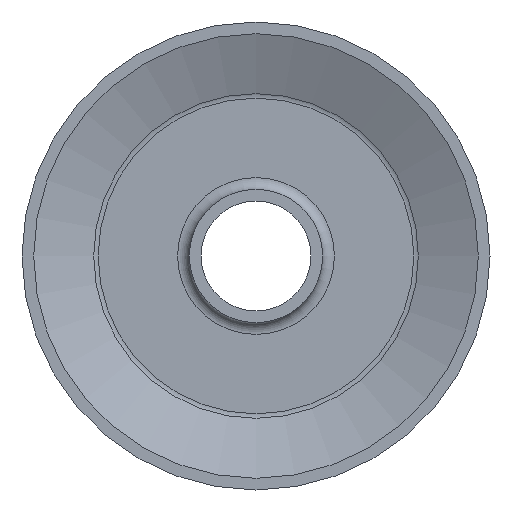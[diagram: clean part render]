
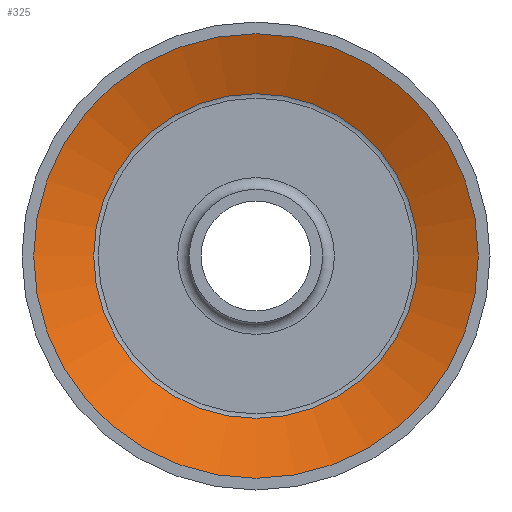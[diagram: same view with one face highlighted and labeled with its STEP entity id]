
A CAD part, left-side view. The second image highlights one B-rep face of the part: STEP entity #325.
In plain terms, the highlighted conical face has half-angle 67.5 degrees and reference radius 95 mm.
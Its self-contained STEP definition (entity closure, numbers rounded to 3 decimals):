
#74 = DIRECTION ( 'NONE',  ( 0., 0., 1. ) ) ;
#77 = CARTESIAN_POINT ( 'NONE',  ( -2.381, 0., 69.363 ) ) ;
#96 = EDGE_LOOP ( 'NONE', ( #143 ) ) ;
#127 = CIRCLE ( 'NONE', #137, 69.363 ) ;
#132 = CARTESIAN_POINT ( 'NONE',  ( -13., 0., 0. ) ) ;
#135 = CARTESIAN_POINT ( 'NONE',  ( -13., 0., 0. ) ) ;
#137 = AXIS2_PLACEMENT_3D ( 'NONE', #226, #336, #341 ) ;
#143 = ORIENTED_EDGE ( 'NONE', *, *, #384, .F. ) ;
#180 = CIRCLE ( 'NONE', #473, 95. ) ;
#198 = CARTESIAN_POINT ( 'NONE',  ( -13., 0., 95. ) ) ;
#224 = EDGE_CURVE ( 'NONE', #348, #348, #180, .T. ) ;
#226 = CARTESIAN_POINT ( 'NONE',  ( -2.381, 0., 0. ) ) ;
#259 = DIRECTION ( 'NONE',  ( -1., 0., 0. ) ) ;
#282 = ORIENTED_EDGE ( 'NONE', *, *, #224, .T. ) ;
#283 = CONICAL_SURFACE ( 'NONE', #471, 95., 1.178 ) ;
#325 = ADVANCED_FACE ( 'NONE', ( #329, #493 ), #283, .F. ) ;
#329 = FACE_BOUND ( 'NONE', #96, .T. ) ;
#336 = DIRECTION ( 'NONE',  ( -1., 0., 0. ) ) ;
#341 = DIRECTION ( 'NONE',  ( 0., 0., 1. ) ) ;
#348 = VERTEX_POINT ( 'NONE', #198 ) ;
#368 = VERTEX_POINT ( 'NONE', #77 ) ;
#384 = EDGE_CURVE ( 'NONE', #368, #368, #127, .T. ) ;
#452 = DIRECTION ( 'NONE',  ( 0., 0., 1. ) ) ;
#471 = AXIS2_PLACEMENT_3D ( 'NONE', #135, #487, #74 ) ;
#473 = AXIS2_PLACEMENT_3D ( 'NONE', #132, #259, #452 ) ;
#487 = DIRECTION ( 'NONE',  ( -1., 0., 0. ) ) ;
#488 = EDGE_LOOP ( 'NONE', ( #282 ) ) ;
#493 = FACE_OUTER_BOUND ( 'NONE', #488, .T. ) ;
